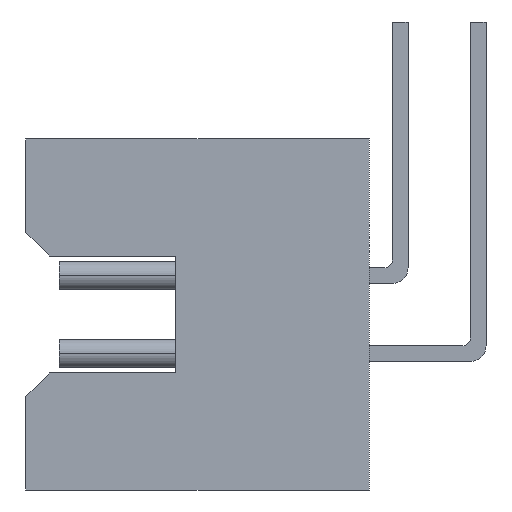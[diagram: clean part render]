
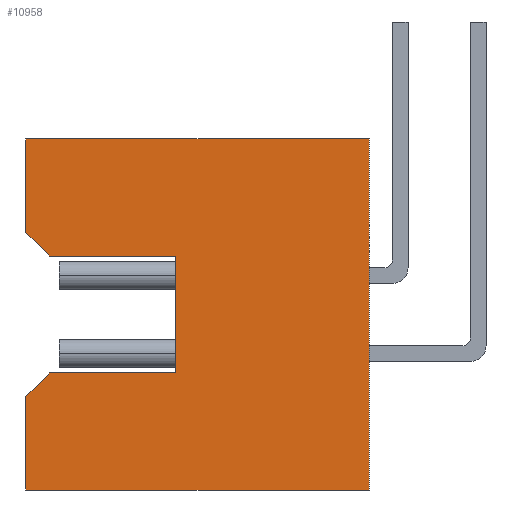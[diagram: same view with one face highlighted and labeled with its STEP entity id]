
A CAD part, left-side view. The second image highlights one B-rep face of the part: STEP entity #10958.
In plain terms, the highlighted planar face has unit normal (-1, 0, 0).
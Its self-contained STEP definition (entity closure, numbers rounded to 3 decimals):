
#555 = DIRECTION ( 'NONE',  ( 0., -1., 0. ) ) ;
#1084 = DIRECTION ( 'NONE',  ( 0., 0., 1. ) ) ;
#1275 = FACE_OUTER_BOUND ( 'NONE', #12538, .T. ) ;
#1341 = EDGE_CURVE ( 'NONE', #8367, #12899, #9535, .T. ) ;
#1590 = ORIENTED_EDGE ( 'NONE', *, *, #8529, .T. ) ;
#1596 = AXIS2_PLACEMENT_3D ( 'NONE', #16321, #8568, #19777 ) ;
#2501 = VERTEX_POINT ( 'NONE', #9539 ) ;
#2661 = ORIENTED_EDGE ( 'NONE', *, *, #9147, .T. ) ;
#2679 = VERTEX_POINT ( 'NONE', #21613 ) ;
#2993 = CARTESIAN_POINT ( 'NONE',  ( -21.907, 5.207, -0.952 ) ) ;
#3410 = CARTESIAN_POINT ( 'NONE',  ( -21.907, 5.588, 1.333 ) ) ;
#3421 = VECTOR ( 'NONE', #4115, 1000. ) ;
#3523 = LINE ( 'NONE', #3410, #11985 ) ;
#3715 = VECTOR ( 'NONE', #17341, 1000. ) ;
#4115 = DIRECTION ( 'NONE',  ( 0., 0.707, -0.707 ) ) ;
#4814 = CARTESIAN_POINT ( 'NONE',  ( -21.907, 3.15, 0.952 ) ) ;
#4969 = VECTOR ( 'NONE', #1084, 1000. ) ;
#5013 = EDGE_CURVE ( 'NONE', #2501, #23615, #17547, .T. ) ;
#5094 = EDGE_CURVE ( 'NONE', #8367, #2679, #22849, .T. ) ;
#5440 = ORIENTED_EDGE ( 'NONE', *, *, #13610, .F. ) ;
#5644 = VERTEX_POINT ( 'NONE', #4814 ) ;
#5989 = CARTESIAN_POINT ( 'NONE',  ( -21.907, 0., -2.857 ) ) ;
#6497 = CARTESIAN_POINT ( 'NONE',  ( -21.907, 0., -2.857 ) ) ;
#7083 = CARTESIAN_POINT ( 'NONE',  ( -21.907, 5.588, -2.857 ) ) ;
#7476 = ORIENTED_EDGE ( 'NONE', *, *, #15975, .F. ) ;
#7873 = CARTESIAN_POINT ( 'NONE',  ( -21.907, 5.588, 2.857 ) ) ;
#8367 = VERTEX_POINT ( 'NONE', #2993 ) ;
#8529 = EDGE_CURVE ( 'NONE', #16636, #5644, #10745, .T. ) ;
#8568 = DIRECTION ( 'NONE',  ( 1., 0., 0. ) ) ;
#8603 = DIRECTION ( 'NONE',  ( 0., 0., 1. ) ) ;
#8800 = PLANE ( 'NONE',  #1596 ) ;
#8844 = LINE ( 'NONE', #16373, #16732 ) ;
#9147 = EDGE_CURVE ( 'NONE', #23615, #18200, #21285, .T. ) ;
#9331 = ORIENTED_EDGE ( 'NONE', *, *, #5013, .T. ) ;
#9535 = LINE ( 'NONE', #23102, #3421 ) ;
#9539 = CARTESIAN_POINT ( 'NONE',  ( -21.907, 5.588, -2.857 ) ) ;
#10313 = ORIENTED_EDGE ( 'NONE', *, *, #14240, .F. ) ;
#10745 = LINE ( 'NONE', #14570, #23421 ) ;
#10958 = ADVANCED_FACE ( 'NONE', ( #1275 ), #8800, .F. ) ;
#11758 = DIRECTION ( 'NONE',  ( 0., -1., 0. ) ) ;
#11838 = CARTESIAN_POINT ( 'NONE',  ( -21.907, 0., 2.857 ) ) ;
#11985 = VECTOR ( 'NONE', #16937, 1000. ) ;
#12128 = VECTOR ( 'NONE', #11758, 1000. ) ;
#12538 = EDGE_LOOP ( 'NONE', ( #17192, #1590, #10313, #20195, #14108, #7476, #9331, #2661, #12590, #5440 ) ) ;
#12590 = ORIENTED_EDGE ( 'NONE', *, *, #24301, .F. ) ;
#12776 = VECTOR ( 'NONE', #14362, 1000. ) ;
#12899 = VERTEX_POINT ( 'NONE', #15505 ) ;
#12999 = LINE ( 'NONE', #7083, #12776 ) ;
#13478 = CARTESIAN_POINT ( 'NONE',  ( -21.907, 8.026, -0.952 ) ) ;
#13610 = EDGE_CURVE ( 'NONE', #23565, #19776, #12999, .T. ) ;
#13849 = CARTESIAN_POINT ( 'NONE',  ( -21.907, 5.588, -2.857 ) ) ;
#14108 = ORIENTED_EDGE ( 'NONE', *, *, #1341, .T. ) ;
#14240 = EDGE_CURVE ( 'NONE', #2679, #5644, #8844, .T. ) ;
#14362 = DIRECTION ( 'NONE',  ( 0., 0., 1. ) ) ;
#14570 = CARTESIAN_POINT ( 'NONE',  ( -21.907, 8.026, 0.952 ) ) ;
#15476 = LINE ( 'NONE', #22997, #24211 ) ;
#15505 = CARTESIAN_POINT ( 'NONE',  ( -21.907, 5.588, -1.333 ) ) ;
#15975 = EDGE_CURVE ( 'NONE', #2501, #12899, #18092, .T. ) ;
#16321 = CARTESIAN_POINT ( 'NONE',  ( -21.907, 5.588, -2.857 ) ) ;
#16373 = CARTESIAN_POINT ( 'NONE',  ( -21.907, 3.15, -0.952 ) ) ;
#16636 = VERTEX_POINT ( 'NONE', #23427 ) ;
#16732 = VECTOR ( 'NONE', #8603, 1000. ) ;
#16937 = DIRECTION ( 'NONE',  ( 0., -0.707, -0.707 ) ) ;
#17192 = ORIENTED_EDGE ( 'NONE', *, *, #20815, .T. ) ;
#17341 = DIRECTION ( 'NONE',  ( 0., 0., 1. ) ) ;
#17547 = LINE ( 'NONE', #13849, #18841 ) ;
#18092 = LINE ( 'NONE', #20072, #4969 ) ;
#18199 = CARTESIAN_POINT ( 'NONE',  ( -21.907, 5.588, 1.333 ) ) ;
#18200 = VERTEX_POINT ( 'NONE', #11838 ) ;
#18258 = DIRECTION ( 'NONE',  ( 0., -1., 0. ) ) ;
#18841 = VECTOR ( 'NONE', #21133, 1000. ) ;
#19776 = VERTEX_POINT ( 'NONE', #7873 ) ;
#19777 = DIRECTION ( 'NONE',  ( 0., 0., -1. ) ) ;
#20072 = CARTESIAN_POINT ( 'NONE',  ( -21.907, 5.588, -2.857 ) ) ;
#20195 = ORIENTED_EDGE ( 'NONE', *, *, #5094, .F. ) ;
#20815 = EDGE_CURVE ( 'NONE', #23565, #16636, #3523, .T. ) ;
#21133 = DIRECTION ( 'NONE',  ( 0., -1., 0. ) ) ;
#21285 = LINE ( 'NONE', #6497, #3715 ) ;
#21613 = CARTESIAN_POINT ( 'NONE',  ( -21.907, 3.15, -0.952 ) ) ;
#22849 = LINE ( 'NONE', #13478, #12128 ) ;
#22997 = CARTESIAN_POINT ( 'NONE',  ( -21.907, 5.588, 2.857 ) ) ;
#23102 = CARTESIAN_POINT ( 'NONE',  ( -21.907, 5.207, -0.952 ) ) ;
#23421 = VECTOR ( 'NONE', #18258, 1000. ) ;
#23427 = CARTESIAN_POINT ( 'NONE',  ( -21.907, 5.207, 0.952 ) ) ;
#23565 = VERTEX_POINT ( 'NONE', #18199 ) ;
#23615 = VERTEX_POINT ( 'NONE', #5989 ) ;
#24211 = VECTOR ( 'NONE', #555, 1000. ) ;
#24301 = EDGE_CURVE ( 'NONE', #19776, #18200, #15476, .T. ) ;
